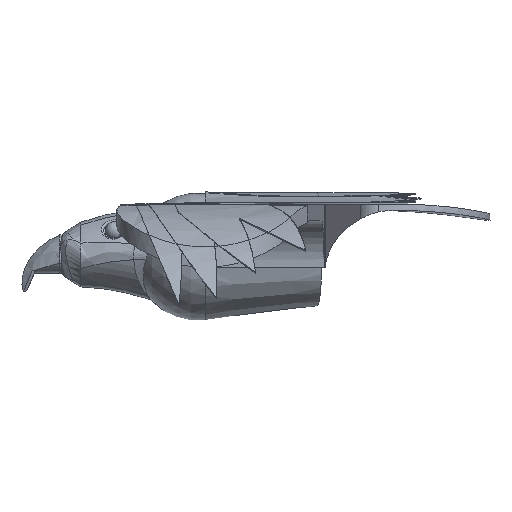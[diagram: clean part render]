
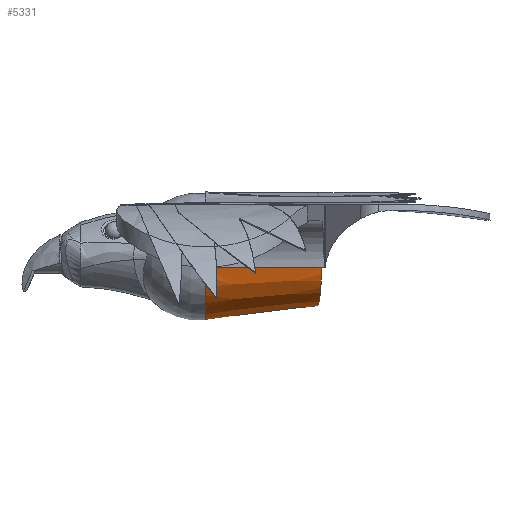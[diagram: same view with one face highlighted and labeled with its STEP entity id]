
A CAD part, front view. The second image highlights one B-rep face of the part: STEP entity #5331.
In plain terms, the highlighted conical face has half-angle 7.181 degrees and reference radius 10 mm.
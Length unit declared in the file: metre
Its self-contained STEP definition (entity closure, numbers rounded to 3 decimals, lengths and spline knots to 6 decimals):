
#84=CONICAL_SURFACE('',#5766,0.01,0.125);
#200=ELLIPSE('',#5767,0.011711,0.01166);
#315=CIRCLE('',#5768,0.015);
#1392=ORIENTED_EDGE('',*,*,#3054,.F.);
#1393=ORIENTED_EDGE('',*,*,#3091,.T.);
#1394=ORIENTED_EDGE('',*,*,#3052,.F.);
#1395=ORIENTED_EDGE('',*,*,#3092,.F.);
#3052=EDGE_CURVE('',#3903,#3904,#4279,.T.);
#3054=EDGE_CURVE('',#3905,#3906,#4280,.T.);
#3091=EDGE_CURVE('',#3905,#3904,#200,.T.);
#3092=EDGE_CURVE('',#3906,#3903,#315,.T.);
#3903=VERTEX_POINT('',#8253);
#3904=VERTEX_POINT('',#8254);
#3905=VERTEX_POINT('',#8256);
#3906=VERTEX_POINT('',#8261);
#4279=B_SPLINE_CURVE_WITH_KNOTS('',3,(#8249,#8250,#8251,#8252),
 .UNSPECIFIED.,.F.,.F.,(4,4),(0.04165,0.069451),
 .UNSPECIFIED.);
#4280=B_SPLINE_CURVE_WITH_KNOTS('',3,(#8257,#8258,#8259,#8260),
 .UNSPECIFIED.,.F.,.F.,(4,4),(0.044668,0.070316),
 .UNSPECIFIED.);
#4565=EDGE_LOOP('',(#1392,#1393,#1394,#1395));
#4882=FACE_BOUND('',#4565,.T.);
#5331=ADVANCED_FACE('',(#4882),#84,.T.);
#5766=AXIS2_PLACEMENT_3D('',#8365,#6500,#6501);
#5767=AXIS2_PLACEMENT_3D('',#8366,#6502,#6503);
#5768=AXIS2_PLACEMENT_3D('',#8367,#6504,#6505);
#6500=DIRECTION('',(-1.,0.,0.));
#6501=DIRECTION('',(0.,-1.,0.));
#6502=DIRECTION('',(-0.996,-0.093,0.));
#6503=DIRECTION('',(-0.093,0.996,0.));
#6504=DIRECTION('',(-1.,0.,0.));
#6505=DIRECTION('',(0.,-1.,0.));
#8249=CARTESIAN_POINT('',(-0.038426,-0.01479,-0.0025));
#8250=CARTESIAN_POINT('',(-0.029234,-0.013616,-0.0025));
#8251=CARTESIAN_POINT('',(-0.020043,-0.012438,-0.0025));
#8252=CARTESIAN_POINT('',(-0.010852,-0.011252,-0.0025));
#8253=CARTESIAN_POINT('',(-0.038426,-0.01479,-0.0025));
#8254=CARTESIAN_POINT('',(-0.010852,-0.011252,-0.0025));
#8256=CARTESIAN_POINT('',(-0.012986,0.011527,-0.0025));
#8257=CARTESIAN_POINT('',(-0.012986,0.011527,-0.0025));
#8258=CARTESIAN_POINT('',(-0.021466,0.01262,-0.0025));
#8259=CARTESIAN_POINT('',(-0.029946,0.013707,-0.0025));
#8260=CARTESIAN_POINT('',(-0.038426,0.01479,-0.0025));
#8261=CARTESIAN_POINT('',(-0.038426,0.01479,-0.0025));
#8365=CARTESIAN_POINT('',(0.00126,0.,0.));
#8366=CARTESIAN_POINT('',(-0.011919,0.000138,0.));
#8367=CARTESIAN_POINT('',(-0.038426,0.,0.));
